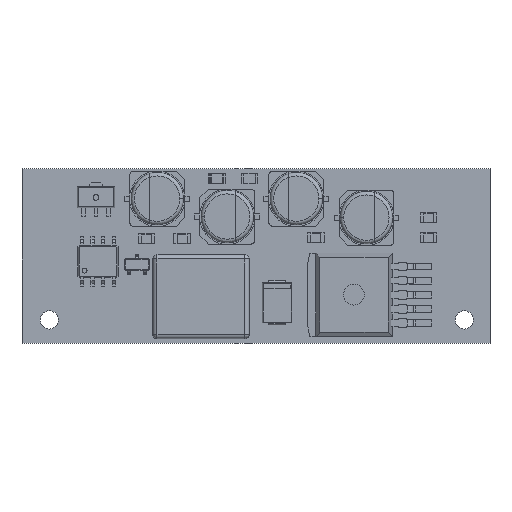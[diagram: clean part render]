
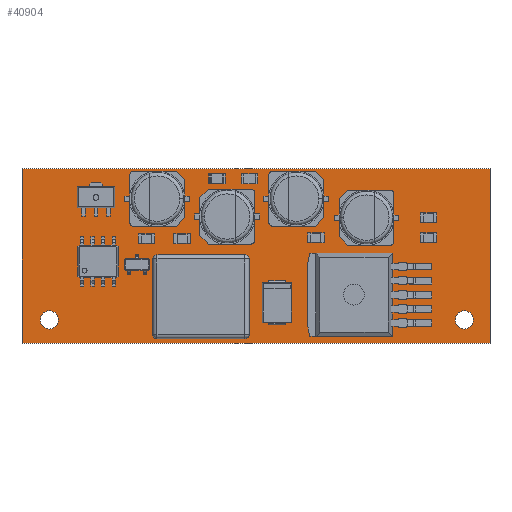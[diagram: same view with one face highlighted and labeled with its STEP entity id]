
A CAD part, top view. The second image highlights one B-rep face of the part: STEP entity #40904.
In plain terms, the highlighted planar face has unit normal (0, 0, 1).
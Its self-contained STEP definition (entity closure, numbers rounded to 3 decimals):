
#40547 = VERTEX_POINT('',#40548);
#40548 = CARTESIAN_POINT('',(210.693,-50.292,0.78));
#40555 = PLANE('',#40556);
#40556 = AXIS2_PLACEMENT_3D('',#40557,#40558,#40559);
#40557 = CARTESIAN_POINT('',(210.693,-50.292,0.));
#40558 = DIRECTION('',(0.,-1.,0.));
#40559 = DIRECTION('',(-1.,0.,0.));
#40567 = PLANE('',#40568);
#40568 = AXIS2_PLACEMENT_3D('',#40569,#40570,#40571);
#40569 = CARTESIAN_POINT('',(210.693,-29.292,0.));
#40570 = DIRECTION('',(1.,0.,-0.));
#40571 = DIRECTION('',(0.,-1.,0.));
#40579 = EDGE_CURVE('',#40547,#40580,#40582,.T.);
#40580 = VERTEX_POINT('',#40581);
#40581 = CARTESIAN_POINT('',(154.305,-50.292,0.78));
#40582 = SURFACE_CURVE('',#40583,(#40587,#40594),.PCURVE_S1.);
#40583 = LINE('',#40584,#40585);
#40584 = CARTESIAN_POINT('',(210.693,-50.292,0.78));
#40585 = VECTOR('',#40586,1.);
#40586 = DIRECTION('',(-1.,0.,0.));
#40587 = PCURVE('',#40555,#40588);
#40588 = DEFINITIONAL_REPRESENTATION('',(#40589),#40593);
#40589 = LINE('',#40590,#40591);
#40590 = CARTESIAN_POINT('',(0.,-0.78));
#40591 = VECTOR('',#40592,1.);
#40592 = DIRECTION('',(1.,0.));
#40593 = ( GEOMETRIC_REPRESENTATION_CONTEXT(2) 
PARAMETRIC_REPRESENTATION_CONTEXT() REPRESENTATION_CONTEXT('2D SPACE',''
  ) );
#40594 = PCURVE('',#40595,#40600);
#40595 = PLANE('',#40596);
#40596 = AXIS2_PLACEMENT_3D('',#40597,#40598,#40599);
#40597 = CARTESIAN_POINT('',(182.499,-39.792,0.78));
#40598 = DIRECTION('',(-0.,-0.,-1.));
#40599 = DIRECTION('',(-1.,0.,0.));
#40600 = DEFINITIONAL_REPRESENTATION('',(#40601),#40605);
#40601 = LINE('',#40602,#40603);
#40602 = CARTESIAN_POINT('',(-28.194,-10.5));
#40603 = VECTOR('',#40604,1.);
#40604 = DIRECTION('',(1.,0.));
#40605 = ( GEOMETRIC_REPRESENTATION_CONTEXT(2) 
PARAMETRIC_REPRESENTATION_CONTEXT() REPRESENTATION_CONTEXT('2D SPACE',''
  ) );
#40623 = PLANE('',#40624);
#40624 = AXIS2_PLACEMENT_3D('',#40625,#40626,#40627);
#40625 = CARTESIAN_POINT('',(154.305,-50.292,0.));
#40626 = DIRECTION('',(-1.,0.,0.));
#40627 = DIRECTION('',(0.,1.,0.));
#40667 = VERTEX_POINT('',#40668);
#40668 = CARTESIAN_POINT('',(210.693,-29.292,0.78));
#40682 = PLANE('',#40683);
#40683 = AXIS2_PLACEMENT_3D('',#40684,#40685,#40686);
#40684 = CARTESIAN_POINT('',(154.305,-29.292,0.));
#40685 = DIRECTION('',(0.,1.,0.));
#40686 = DIRECTION('',(1.,0.,0.));
#40694 = EDGE_CURVE('',#40667,#40547,#40695,.T.);
#40695 = SURFACE_CURVE('',#40696,(#40700,#40707),.PCURVE_S1.);
#40696 = LINE('',#40697,#40698);
#40697 = CARTESIAN_POINT('',(210.693,-29.292,0.78));
#40698 = VECTOR('',#40699,1.);
#40699 = DIRECTION('',(0.,-1.,0.));
#40700 = PCURVE('',#40567,#40701);
#40701 = DEFINITIONAL_REPRESENTATION('',(#40702),#40706);
#40702 = LINE('',#40703,#40704);
#40703 = CARTESIAN_POINT('',(0.,-0.78));
#40704 = VECTOR('',#40705,1.);
#40705 = DIRECTION('',(1.,0.));
#40706 = ( GEOMETRIC_REPRESENTATION_CONTEXT(2) 
PARAMETRIC_REPRESENTATION_CONTEXT() REPRESENTATION_CONTEXT('2D SPACE',''
  ) );
#40707 = PCURVE('',#40595,#40708);
#40708 = DEFINITIONAL_REPRESENTATION('',(#40709),#40713);
#40709 = LINE('',#40710,#40711);
#40710 = CARTESIAN_POINT('',(-28.194,10.5));
#40711 = VECTOR('',#40712,1.);
#40712 = DIRECTION('',(0.,-1.));
#40713 = ( GEOMETRIC_REPRESENTATION_CONTEXT(2) 
PARAMETRIC_REPRESENTATION_CONTEXT() REPRESENTATION_CONTEXT('2D SPACE',''
  ) );
#40741 = EDGE_CURVE('',#40580,#40742,#40744,.T.);
#40742 = VERTEX_POINT('',#40743);
#40743 = CARTESIAN_POINT('',(154.305,-29.292,0.78));
#40744 = SURFACE_CURVE('',#40745,(#40749,#40756),.PCURVE_S1.);
#40745 = LINE('',#40746,#40747);
#40746 = CARTESIAN_POINT('',(154.305,-50.292,0.78));
#40747 = VECTOR('',#40748,1.);
#40748 = DIRECTION('',(0.,1.,0.));
#40749 = PCURVE('',#40623,#40750);
#40750 = DEFINITIONAL_REPRESENTATION('',(#40751),#40755);
#40751 = LINE('',#40752,#40753);
#40752 = CARTESIAN_POINT('',(0.,-0.78));
#40753 = VECTOR('',#40754,1.);
#40754 = DIRECTION('',(1.,0.));
#40755 = ( GEOMETRIC_REPRESENTATION_CONTEXT(2) 
PARAMETRIC_REPRESENTATION_CONTEXT() REPRESENTATION_CONTEXT('2D SPACE',''
  ) );
#40756 = PCURVE('',#40595,#40757);
#40757 = DEFINITIONAL_REPRESENTATION('',(#40758),#40762);
#40758 = LINE('',#40759,#40760);
#40759 = CARTESIAN_POINT('',(28.194,-10.5));
#40760 = VECTOR('',#40761,1.);
#40761 = DIRECTION('',(0.,1.));
#40762 = ( GEOMETRIC_REPRESENTATION_CONTEXT(2) 
PARAMETRIC_REPRESENTATION_CONTEXT() REPRESENTATION_CONTEXT('2D SPACE',''
  ) );
#40858 = CYLINDRICAL_SURFACE('',#40859,1.1);
#40859 = AXIS2_PLACEMENT_3D('',#40860,#40861,#40862);
#40860 = CARTESIAN_POINT('',(207.607,-47.498,-0.39));
#40861 = DIRECTION('',(0.,0.,1.));
#40862 = DIRECTION('',(1.,0.,-0.));
#40893 = CYLINDRICAL_SURFACE('',#40894,1.1);
#40894 = AXIS2_PLACEMENT_3D('',#40895,#40896,#40897);
#40895 = CARTESIAN_POINT('',(157.607,-47.498,-0.39));
#40896 = DIRECTION('',(0.,0.,1.));
#40897 = DIRECTION('',(1.,0.,-0.));
#40904 = ADVANCED_FACE('',(#40905,#40931,#40961),#40595,.F.);
#40905 = FACE_BOUND('',#40906,.F.);
#40906 = EDGE_LOOP('',(#40907,#40908,#40909,#40930));
#40907 = ORIENTED_EDGE('',*,*,#40579,.T.);
#40908 = ORIENTED_EDGE('',*,*,#40741,.T.);
#40909 = ORIENTED_EDGE('',*,*,#40910,.T.);
#40910 = EDGE_CURVE('',#40742,#40667,#40911,.T.);
#40911 = SURFACE_CURVE('',#40912,(#40916,#40923),.PCURVE_S1.);
#40912 = LINE('',#40913,#40914);
#40913 = CARTESIAN_POINT('',(154.305,-29.292,0.78));
#40914 = VECTOR('',#40915,1.);
#40915 = DIRECTION('',(1.,0.,0.));
#40916 = PCURVE('',#40595,#40917);
#40917 = DEFINITIONAL_REPRESENTATION('',(#40918),#40922);
#40918 = LINE('',#40919,#40920);
#40919 = CARTESIAN_POINT('',(28.194,10.5));
#40920 = VECTOR('',#40921,1.);
#40921 = DIRECTION('',(-1.,0.));
#40922 = ( GEOMETRIC_REPRESENTATION_CONTEXT(2) 
PARAMETRIC_REPRESENTATION_CONTEXT() REPRESENTATION_CONTEXT('2D SPACE',''
  ) );
#40923 = PCURVE('',#40682,#40924);
#40924 = DEFINITIONAL_REPRESENTATION('',(#40925),#40929);
#40925 = LINE('',#40926,#40927);
#40926 = CARTESIAN_POINT('',(0.,-0.78));
#40927 = VECTOR('',#40928,1.);
#40928 = DIRECTION('',(1.,0.));
#40929 = ( GEOMETRIC_REPRESENTATION_CONTEXT(2) 
PARAMETRIC_REPRESENTATION_CONTEXT() REPRESENTATION_CONTEXT('2D SPACE',''
  ) );
#40930 = ORIENTED_EDGE('',*,*,#40694,.T.);
#40931 = FACE_BOUND('',#40932,.F.);
#40932 = EDGE_LOOP('',(#40933));
#40933 = ORIENTED_EDGE('',*,*,#40934,.T.);
#40934 = EDGE_CURVE('',#40935,#40935,#40937,.T.);
#40935 = VERTEX_POINT('',#40936);
#40936 = CARTESIAN_POINT('',(208.707,-47.498,0.78));
#40937 = SURFACE_CURVE('',#40938,(#40943,#40954),.PCURVE_S1.);
#40938 = CIRCLE('',#40939,1.1);
#40939 = AXIS2_PLACEMENT_3D('',#40940,#40941,#40942);
#40940 = CARTESIAN_POINT('',(207.607,-47.498,0.78));
#40941 = DIRECTION('',(0.,0.,1.));
#40942 = DIRECTION('',(1.,0.,-0.));
#40943 = PCURVE('',#40595,#40944);
#40944 = DEFINITIONAL_REPRESENTATION('',(#40945),#40953);
#40945 = ( BOUNDED_CURVE() B_SPLINE_CURVE(2,(#40946,#40947,#40948,#40949
    ,#40950,#40951,#40952),.UNSPECIFIED.,.T.,.F.) 
B_SPLINE_CURVE_WITH_KNOTS((1,2,2,2,2,1),(-2.094,0.,
    2.094,4.189,6.283,8.378),
.UNSPECIFIED.) CURVE() GEOMETRIC_REPRESENTATION_ITEM() 
RATIONAL_B_SPLINE_CURVE((1.,0.5,1.,0.5,1.,0.5,1.)) REPRESENTATION_ITEM(
  '') );
#40946 = CARTESIAN_POINT('',(-26.208,-7.706));
#40947 = CARTESIAN_POINT('',(-26.208,-5.801));
#40948 = CARTESIAN_POINT('',(-24.558,-6.753));
#40949 = CARTESIAN_POINT('',(-22.908,-7.706));
#40950 = CARTESIAN_POINT('',(-24.558,-8.659));
#40951 = CARTESIAN_POINT('',(-26.208,-9.611));
#40952 = CARTESIAN_POINT('',(-26.208,-7.706));
#40953 = ( GEOMETRIC_REPRESENTATION_CONTEXT(2) 
PARAMETRIC_REPRESENTATION_CONTEXT() REPRESENTATION_CONTEXT('2D SPACE',''
  ) );
#40954 = PCURVE('',#40858,#40955);
#40955 = DEFINITIONAL_REPRESENTATION('',(#40956),#40960);
#40956 = LINE('',#40957,#40958);
#40957 = CARTESIAN_POINT('',(0.,1.17));
#40958 = VECTOR('',#40959,1.);
#40959 = DIRECTION('',(1.,0.));
#40960 = ( GEOMETRIC_REPRESENTATION_CONTEXT(2) 
PARAMETRIC_REPRESENTATION_CONTEXT() REPRESENTATION_CONTEXT('2D SPACE',''
  ) );
#40961 = FACE_BOUND('',#40962,.F.);
#40962 = EDGE_LOOP('',(#40963));
#40963 = ORIENTED_EDGE('',*,*,#40964,.T.);
#40964 = EDGE_CURVE('',#40965,#40965,#40967,.T.);
#40965 = VERTEX_POINT('',#40966);
#40966 = CARTESIAN_POINT('',(158.707,-47.498,0.78));
#40967 = SURFACE_CURVE('',#40968,(#40973,#40984),.PCURVE_S1.);
#40968 = CIRCLE('',#40969,1.1);
#40969 = AXIS2_PLACEMENT_3D('',#40970,#40971,#40972);
#40970 = CARTESIAN_POINT('',(157.607,-47.498,0.78));
#40971 = DIRECTION('',(0.,0.,1.));
#40972 = DIRECTION('',(1.,0.,-0.));
#40973 = PCURVE('',#40595,#40974);
#40974 = DEFINITIONAL_REPRESENTATION('',(#40975),#40983);
#40975 = ( BOUNDED_CURVE() B_SPLINE_CURVE(2,(#40976,#40977,#40978,#40979
    ,#40980,#40981,#40982),.UNSPECIFIED.,.T.,.F.) 
B_SPLINE_CURVE_WITH_KNOTS((1,2,2,2,2,1),(-2.094,0.,
    2.094,4.189,6.283,8.378),
.UNSPECIFIED.) CURVE() GEOMETRIC_REPRESENTATION_ITEM() 
RATIONAL_B_SPLINE_CURVE((1.,0.5,1.,0.5,1.,0.5,1.)) REPRESENTATION_ITEM(
  '') );
#40976 = CARTESIAN_POINT('',(23.792,-7.706));
#40977 = CARTESIAN_POINT('',(23.792,-5.801));
#40978 = CARTESIAN_POINT('',(25.442,-6.753));
#40979 = CARTESIAN_POINT('',(27.092,-7.706));
#40980 = CARTESIAN_POINT('',(25.442,-8.659));
#40981 = CARTESIAN_POINT('',(23.792,-9.611));
#40982 = CARTESIAN_POINT('',(23.792,-7.706));
#40983 = ( GEOMETRIC_REPRESENTATION_CONTEXT(2) 
PARAMETRIC_REPRESENTATION_CONTEXT() REPRESENTATION_CONTEXT('2D SPACE',''
  ) );
#40984 = PCURVE('',#40893,#40985);
#40985 = DEFINITIONAL_REPRESENTATION('',(#40986),#40990);
#40986 = LINE('',#40987,#40988);
#40987 = CARTESIAN_POINT('',(0.,1.17));
#40988 = VECTOR('',#40989,1.);
#40989 = DIRECTION('',(1.,0.));
#40990 = ( GEOMETRIC_REPRESENTATION_CONTEXT(2) 
PARAMETRIC_REPRESENTATION_CONTEXT() REPRESENTATION_CONTEXT('2D SPACE',''
  ) );
